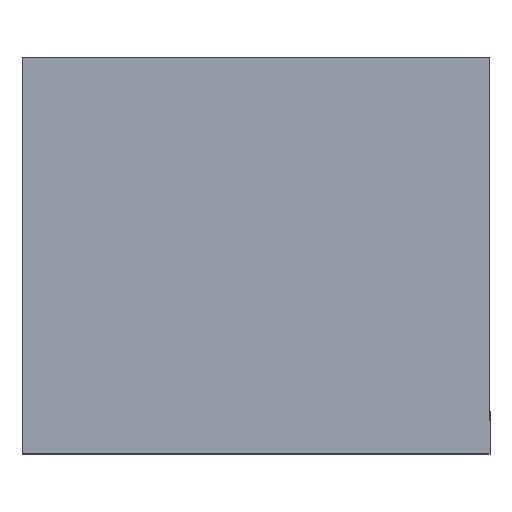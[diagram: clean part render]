
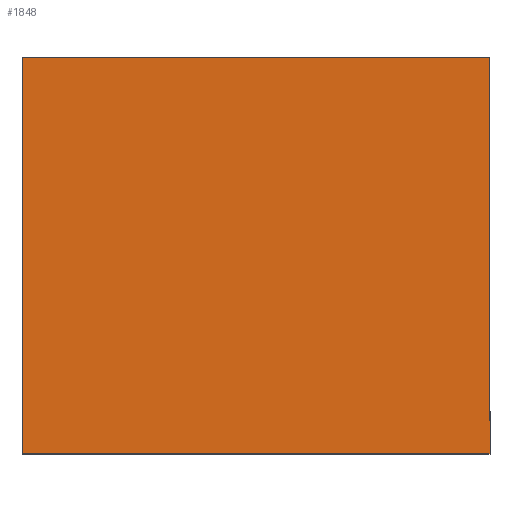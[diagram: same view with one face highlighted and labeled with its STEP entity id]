
A CAD part, top view. The second image highlights one B-rep face of the part: STEP entity #1848.
In plain terms, the highlighted planar face has unit normal (0, 0, 1).
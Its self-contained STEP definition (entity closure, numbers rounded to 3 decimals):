
#484=ORIENTED_EDGE('',*,*,#823,.T.);
#485=ORIENTED_EDGE('',*,*,#824,.F.);
#486=ORIENTED_EDGE('',*,*,#825,.F.);
#487=ORIENTED_EDGE('',*,*,#826,.T.);
#823=EDGE_CURVE('',#1010,#1011,#1235,.T.);
#824=EDGE_CURVE('',#1012,#1011,#1236,.T.);
#825=EDGE_CURVE('',#1013,#1012,#1237,.T.);
#826=EDGE_CURVE('',#1013,#1010,#1238,.T.);
#1010=VERTEX_POINT('',#2956);
#1011=VERTEX_POINT('',#2957);
#1012=VERTEX_POINT('',#2959);
#1013=VERTEX_POINT('',#2961);
#1235=LINE('',#2955,#1463);
#1236=LINE('',#2958,#1464);
#1237=LINE('',#2960,#1465);
#1238=LINE('',#2962,#1466);
#1463=VECTOR('',#2424,1000.);
#1464=VECTOR('',#2425,1000.);
#1465=VECTOR('',#2426,1000.);
#1466=VECTOR('',#2427,1000.);
#1578=EDGE_LOOP('',(#484,#485,#486,#487));
#1676=FACE_BOUND('',#1578,.T.);
#1762=PLANE('',#2002);
#1848=ADVANCED_FACE('',(#1676),#1762,.F.);
#2002=AXIS2_PLACEMENT_3D('',#2954,#2422,#2423);
#2422=DIRECTION('',(0.,0.,-1.));
#2423=DIRECTION('',(-1.,0.,0.));
#2424=DIRECTION('',(-1.,0.,0.));
#2425=DIRECTION('',(0.,1.,0.));
#2426=DIRECTION('',(-1.,0.,0.));
#2427=DIRECTION('',(0.,1.,0.));
#2954=CARTESIAN_POINT('',(2.75,-3.25,1.4));
#2955=CARTESIAN_POINT('',(2.75,3.25,1.4));
#2956=CARTESIAN_POINT('',(2.75,3.25,1.4));
#2957=CARTESIAN_POINT('',(-2.75,3.25,1.4));
#2958=CARTESIAN_POINT('',(-2.75,-3.25,1.4));
#2959=CARTESIAN_POINT('',(-2.75,-3.25,1.4));
#2960=CARTESIAN_POINT('',(2.75,-3.25,1.4));
#2961=CARTESIAN_POINT('',(2.75,-3.25,1.4));
#2962=CARTESIAN_POINT('',(2.75,-3.25,1.4));
